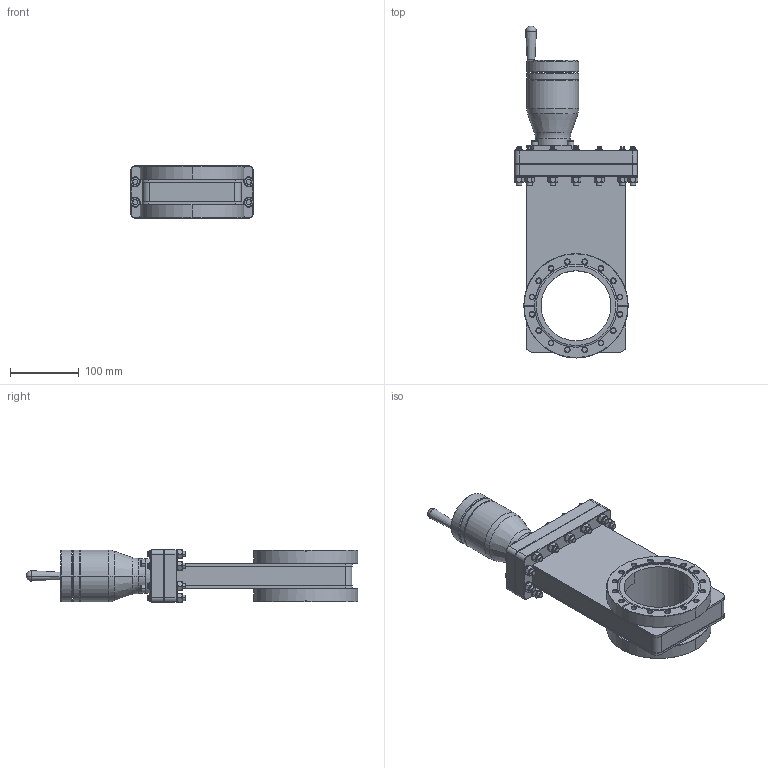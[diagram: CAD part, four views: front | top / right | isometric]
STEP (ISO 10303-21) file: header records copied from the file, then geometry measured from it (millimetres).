
FILE_DESCRIPTION((''),'2;1');
FILE_NAME('11120-0400','2009-02-06T',('jd'),(''),'PRO/ENGINEER BY PARAMETRIC TECHNOLOGY CORPORATION, 2008400','PRO/ENGINEER BY PARAMETRIC TECHNOLOGY CORPORATION, 2008400','');
FILE_SCHEMA(('CONFIG_CONTROL_DESIGN'));
Length unit declared in the file: inch
Products named in the file (1): 11120-0400
Bounding box: 179.53 x 482.3 x 77.8 mm (x, y, z)
Volume: 2407957.6 mm3; surface area: 249029.1 mm2
Topology: 1 solids, 33 shells, 1257 faces, 2892 edges, 1768 vertices
Faces by surface type: plane 671, cone 316, cylinder 264, torus 2, bspline 2, sphere 2
Entity records: 35952 total; most frequent: CARTESIAN_POINT 7583, DIRECTION 6004, ORIENTED_EDGE 5652, EDGE_CURVE 2890, AXIS2_PLACEMENT_3D 2220, VERTEX_POINT 1768, VECTOR 1564, LINE 1564
